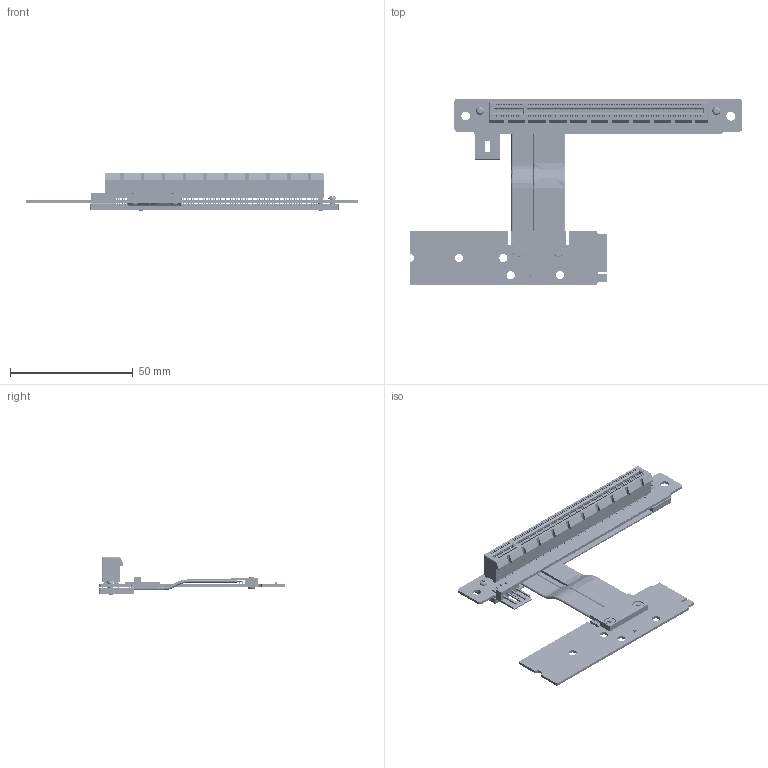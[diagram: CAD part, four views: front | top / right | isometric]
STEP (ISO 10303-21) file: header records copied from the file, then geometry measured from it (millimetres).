
FILE_DESCRIPTION(('Open CASCADE Model'),'2;1');
FILE_NAME('Open CASCADE Shape Model','2020-03-19T18:44:23',('Author'),( 'Open CASCADE'),'Open CASCADE STEP processor 6.8','Open CASCADE 6.8' ,'Unknown');
FILE_SCHEMA(('AUTOMOTIVE_DESIGN { 1 0 10303 214 1 1 1 1 }'));
Length unit declared in the file: millimetre
Products named in the file (79): PCB; Board; Open CASCADE STEP translator 6.8 17.1.1; Open CASCADE STEP translator 6.8 17.2; LED_AP1608; Free-Models; cable20-A1A2; cable13-A1A2(1); Hexagon_nut_ISO_4032_(DIN_934)_-_M2_RGB9411503; G0033_RGB13097436; tape-3P_RGB0; TE_PCIe_Express_x16_(3.1mm_Pins)_RGB4404530; PCIe_Body_PCIe_x16; Pins_Internal_Pin_(Long); Pins_External_Pin_(Long); RP33R-PAD; 4P_power_c-171825-4-y-3d_RGB12967653; G0033_RGB9411503; RP44S-PAD
Assembly tree (245 placements, depth 4):
  PCB
    Board
      Open CASCADE STEP translator 6.8 17.1.1
    Open CASCADE STEP translator 6.8 17.2
      LED_AP1608
    Free-Models
      cable20-A1A2
      cable20-A1A2
      cable20-A1A2
      cable20-A1A2
      cable20-A1A2
      cable20-A1A2
      cable20-A1A2
      cable20-A1A2
      cable20-A1A2
      cable20-A1A2
      cable20-A1A2
      cable20-A1A2
      cable20-A1A2
      cable20-A1A2
      cable20-A1A2
      cable20-A1A2
      cable20-A1A2
      cable20-A1A2
      cable20-A1A2
      cable20-A1A2
      cable20-A1A2
      cable20-A1A2
      cable20-A1A2
      cable20-A1A2
      cable20-A1A2
      cable20-A1A2
      cable20-A1A2
      cable20-A1A2
      cable20-A1A2
      cable20-A1A2
      cable20-A1A2
      cable20-A1A2
      cable20-A1A2
      cable20-A1A2
      cable20-A1A2
      cable20-A1A2
      cable20-A1A2
      cable20-A1A2
      cable20-A1A2
      cable20-A1A2
      cable13-A1A2(1)
      cable13-A1A2(1)
      cable13-A1A2(1)
      cable13-A1A2(1)
      cable13-A1A2(1)
      cable13-A1A2(1)
      cable13-A1A2(1)
      cable13-A1A2(1)
      cable13-A1A2(1)
      cable13-A1A2(1)
      cable13-A1A2(1)
      cable13-A1A2(1)
      cable13-A1A2(1)
      cable13-A1A2(1)
Bounding box: 135.19 x 75.83 x 15.4 mm (x, y, z)
Volume: 12095.3 mm3; surface area: 33430.4 mm2
Topology: 245 solids, 245 shells, 7668 faces, 21582 edges, 14298 vertices
Faces by surface type: plane 4634, cylinder 2713, bspline 193, torus 66, cone 52, revolution 8, sphere 2
Full cylindrical faces by diameter (mm): 0.4 x159, 0.404 x4, 0.405 x2, 0.6 x153, 0.7 x164, 1.2 x4, 1.6 x164, 2 x4, 2.2 x7, 2.35 x2, 2.4 x2, 3.3 x4, 3.5 x1, 3.6 x1, 4.8 x4
Entity records: 136311 total; most frequent: CARTESIAN_POINT 31173, ORIENTED_EDGE 19304, DIRECTION 17206, EDGE_CURVE 9652, LINE 7230, VECTOR 7230, VERTEX_POINT 6358, AXIS2_PLACEMENT_3D 4986
